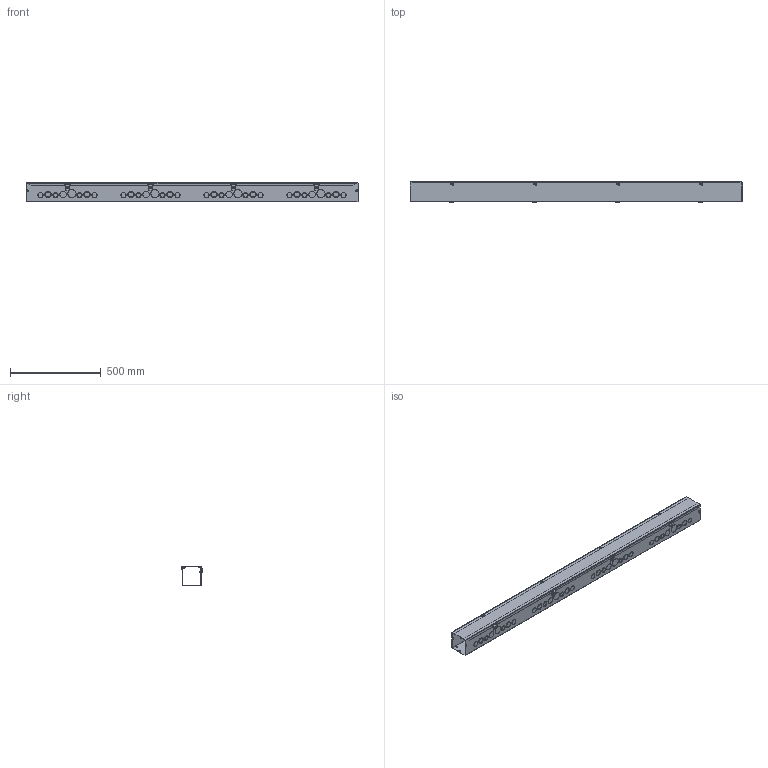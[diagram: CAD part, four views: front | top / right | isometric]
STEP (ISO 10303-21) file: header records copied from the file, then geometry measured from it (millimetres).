
FILE_DESCRIPTION(/* description */ ('HS_BLR 4X4X72'),/* implementation_level */ '2;1');
FILE_NAME(/* name */ 'HS446.stp',/* time_stamp */ '2017-06-12T12:16:42+06:00',/* author */ ('vdas'),/* organization */ (''),/* preprocessor_version */ 'ST-DEVELOPER v16.1',/* originating_system */ 'Autodesk Inventor 2016',/* authorisation */ '');
FILE_SCHEMA (('AUTOMOTIVE_DESIGN { 1 0 10303 214 3 1 1 }'));
Length unit declared in the file: inch
Products named in the file (5): HS446BLR; HS446LID; 372141; 31816; HS446
Assembly tree (14 placements, depth 2):
  HS446
    HS446BLR
    HS446LID
    372141  x8
    31816  x4
Bounding box: 1828.8 x 114.74 x 109.79 mm (x, y, z)
Volume: 1422857.3 mm3; surface area: 1776135.1 mm2
Topology: 14 solids, 14 shells, 1155 faces, 2661 edges, 1638 vertices
Faces by surface type: plane 539, cylinder 284, cone 216, torus 104, bspline 12
Full cylindrical faces by diameter (mm): 4.089 x8, 4.595 x64, 6.35 x4, 7.938 x8, 22.225 x16, 28.575 x32, 28.6 x16, 34.925 x24, 44.45 x8
Entity records: 14342 total; most frequent: CARTESIAN_POINT 2686, DIRECTION 2367, ORIENTED_EDGE 1958, EDGE_CURVE 979, AXIS2_PLACEMENT_3D 911, EDGE_LOOP 831, VERTEX_POINT 720, LINE 545
